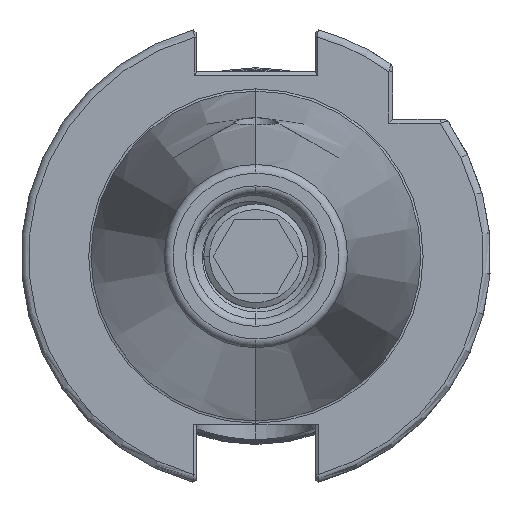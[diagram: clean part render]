
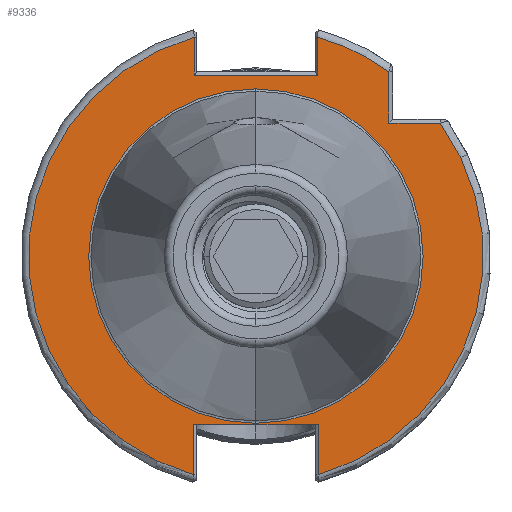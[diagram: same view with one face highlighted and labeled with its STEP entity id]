
A CAD part, left-side view. The second image highlights one B-rep face of the part: STEP entity #9336.
In plain terms, the highlighted planar face has unit normal (-1, 0, 0).
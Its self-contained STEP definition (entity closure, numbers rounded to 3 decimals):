
#8562 = EDGE_LOOP ( 'NONE', ( #12731, #12716, #12636, #12726, #12617, #10867, #12682, #10872, #12542, #12647, #12571 ) ) ;
#8641 = EDGE_LOOP ( 'NONE', ( #12620, #12741 ) ) ;
#9336 = ADVANCED_FACE ( 'NONE', ( #22766, #22888 ), #57143, .F. ) ;
#10867 = ORIENTED_EDGE ( 'NONE', *, *, #23021, .T. ) ;
#10872 = ORIENTED_EDGE ( 'NONE', *, *, #19309, .T. ) ;
#11027 = VERTEX_POINT ( 'NONE', #29989 ) ;
#11100 = VERTEX_POINT ( 'NONE', #30022 ) ;
#12542 = ORIENTED_EDGE ( 'NONE', *, *, #19301, .T. ) ;
#12571 = ORIENTED_EDGE ( 'NONE', *, *, #23020, .T. ) ;
#12617 = ORIENTED_EDGE ( 'NONE', *, *, #19335, .T. ) ;
#12620 = ORIENTED_EDGE ( 'NONE', *, *, #19299, .T. ) ;
#12636 = ORIENTED_EDGE ( 'NONE', *, *, #19332, .T. ) ;
#12647 = ORIENTED_EDGE ( 'NONE', *, *, #23008, .T. ) ;
#12682 = ORIENTED_EDGE ( 'NONE', *, *, #19314, .T. ) ;
#12716 = ORIENTED_EDGE ( 'NONE', *, *, #19303, .T. ) ;
#12726 = ORIENTED_EDGE ( 'NONE', *, *, #19317, .T. ) ;
#12731 = ORIENTED_EDGE ( 'NONE', *, *, #19289, .T. ) ;
#12741 = ORIENTED_EDGE ( 'NONE', *, *, #19585, .T. ) ;
#19289 = EDGE_CURVE ( 'NONE', #21849, #21951, #23188, .T. ) ;
#19299 = EDGE_CURVE ( 'NONE', #11100, #11027, #23140, .T. ) ;
#19301 = EDGE_CURVE ( 'NONE', #21867, #21940, #23195, .T. ) ;
#19303 = EDGE_CURVE ( 'NONE', #21951, #21843, #23201, .T. ) ;
#19309 = EDGE_CURVE ( 'NONE', #21863, #21867, #23194, .T. ) ;
#19314 = EDGE_CURVE ( 'NONE', #21850, #21863, #23179, .T. ) ;
#19317 = EDGE_CURVE ( 'NONE', #21834, #21878, #23207, .T. ) ;
#19332 = EDGE_CURVE ( 'NONE', #21843, #21834, #23244, .T. ) ;
#19335 = EDGE_CURVE ( 'NONE', #21878, #21860, #23296, .T. ) ;
#19585 = EDGE_CURVE ( 'NONE', #11027, #11100, #34334, .T. ) ;
#21834 = VERTEX_POINT ( 'NONE', #38684 ) ;
#21843 = VERTEX_POINT ( 'NONE', #38698 ) ;
#21849 = VERTEX_POINT ( 'NONE', #38694 ) ;
#21850 = VERTEX_POINT ( 'NONE', #38686 ) ;
#21860 = VERTEX_POINT ( 'NONE', #38688 ) ;
#21863 = VERTEX_POINT ( 'NONE', #38713 ) ;
#21867 = VERTEX_POINT ( 'NONE', #38744 ) ;
#21869 = VERTEX_POINT ( 'NONE', #38740 ) ;
#21878 = VERTEX_POINT ( 'NONE', #38704 ) ;
#21940 = VERTEX_POINT ( 'NONE', #38804 ) ;
#21951 = VERTEX_POINT ( 'NONE', #38760 ) ;
#22766 = FACE_BOUND ( 'NONE', #8641, .T. ) ;
#22888 = FACE_OUTER_BOUND ( 'NONE', #8562, .T. ) ;
#23008 = EDGE_CURVE ( 'NONE', #21940, #21869, #35388, .T. ) ;
#23020 = EDGE_CURVE ( 'NONE', #21869, #21849, #35355, .T. ) ;
#23021 = EDGE_CURVE ( 'NONE', #21860, #21850, #35451, .T. ) ;
#23140 = CIRCLE ( 'NONE', #36490, 22.627 ) ;
#23142 = VECTOR ( 'NONE', #32589, 1000. ) ;
#23146 = VECTOR ( 'NONE', #32603, 1000. ) ;
#23179 = LINE ( 'NONE', #32667, #23199 ) ;
#23188 = CIRCLE ( 'NONE', #36465, 30.775 ) ;
#23194 = CIRCLE ( 'NONE', #36491, 30.775 ) ;
#23195 = LINE ( 'NONE', #32595, #23142 ) ;
#23199 = VECTOR ( 'NONE', #32648, 1000. ) ;
#23201 = LINE ( 'NONE', #32586, #23146 ) ;
#23207 = CIRCLE ( 'NONE', #36476, 30.775 ) ;
#23235 = VECTOR ( 'NONE', #31687, 1000. ) ;
#23244 = LINE ( 'NONE', #31675, #23235 ) ;
#23296 = LINE ( 'NONE', #31688, #23319 ) ;
#23319 = VECTOR ( 'NONE', #31747, 1000. ) ;
#29391 = DIRECTION ( 'NONE',  ( 0., 0., -1. ) ) ;
#29398 = CARTESIAN_POINT ( 'NONE',  ( 0., 0., 0. ) ) ;
#29406 = DIRECTION ( 'NONE',  ( -1., 0., 0. ) ) ;
#29989 = CARTESIAN_POINT ( 'NONE',  ( 0., 0., 22.627 ) ) ;
#30022 = CARTESIAN_POINT ( 'NONE',  ( 0., 0., -22.627 ) ) ;
#31645 = DIRECTION ( 'NONE',  ( -1., 0., 0. ) ) ;
#31648 = DIRECTION ( 'NONE',  ( 0., 0., -1. ) ) ;
#31656 = CARTESIAN_POINT ( 'NONE',  ( 0., 0., 0. ) ) ;
#31675 = CARTESIAN_POINT ( 'NONE',  ( 0., -18., 24.594 ) ) ;
#31687 = DIRECTION ( 'NONE',  ( 0., 0., 1. ) ) ;
#31688 = CARTESIAN_POINT ( 'NONE',  ( 0., -8.335, 25. ) ) ;
#31747 = DIRECTION ( 'NONE',  ( 0., 0., -1. ) ) ;
#32572 = DIRECTION ( 'NONE',  ( 0., 0., -1. ) ) ;
#32586 = CARTESIAN_POINT ( 'NONE',  ( 0., -18.5, 18. ) ) ;
#32589 = DIRECTION ( 'NONE',  ( 0., 0., 1. ) ) ;
#32590 = CARTESIAN_POINT ( 'NONE',  ( 0., 0., 0. ) ) ;
#32595 = CARTESIAN_POINT ( 'NONE',  ( 0., 8.451, 0. ) ) ;
#32603 = DIRECTION ( 'NONE',  ( 0., 1., 0. ) ) ;
#32615 = DIRECTION ( 'NONE',  ( 1., 0., 0. ) ) ;
#32642 = DIRECTION ( 'NONE',  ( 0., 0., -1. ) ) ;
#32648 = DIRECTION ( 'NONE',  ( 0., 0., 1. ) ) ;
#32657 = CARTESIAN_POINT ( 'NONE',  ( 0., 0., 0. ) ) ;
#32665 = DIRECTION ( 'NONE',  ( -1., 0., 0. ) ) ;
#32667 = CARTESIAN_POINT ( 'NONE',  ( 0., 8.335, 29.704 ) ) ;
#34334 = CIRCLE ( 'NONE', #36716, 22.627 ) ;
#35355 = LINE ( 'NONE', #48074, #35437 ) ;
#35375 = VECTOR ( 'NONE', #48079, 1000. ) ;
#35388 = LINE ( 'NONE', #48027, #35394 ) ;
#35394 = VECTOR ( 'NONE', #48044, 1000. ) ;
#35437 = VECTOR ( 'NONE', #48075, 1000. ) ;
#35451 = LINE ( 'NONE', #48083, #35375 ) ;
#36376 = AXIS2_PLACEMENT_3D ( 'NONE', #57144, #57145, #57146 ) ;
#36465 = AXIS2_PLACEMENT_3D ( 'NONE', #29398, #29406, #29391 ) ;
#36476 = AXIS2_PLACEMENT_3D ( 'NONE', #31656, #31645, #31648 ) ;
#36490 = AXIS2_PLACEMENT_3D ( 'NONE', #32590, #32615, #32572 ) ;
#36491 = AXIS2_PLACEMENT_3D ( 'NONE', #32657, #32665, #32642 ) ;
#36716 = AXIS2_PLACEMENT_3D ( 'NONE', #37320, #37329, #37316 ) ;
#37316 = DIRECTION ( 'NONE',  ( 0., 0., -1. ) ) ;
#37320 = CARTESIAN_POINT ( 'NONE',  ( 0., 0., 0. ) ) ;
#37329 = DIRECTION ( 'NONE',  ( 1., 0., 0. ) ) ;
#38684 = CARTESIAN_POINT ( 'NONE',  ( 0., -18., 24.962 ) ) ;
#38686 = CARTESIAN_POINT ( 'NONE',  ( 0., 8.335, 24.5 ) ) ;
#38688 = CARTESIAN_POINT ( 'NONE',  ( 0., -8.335, 24.5 ) ) ;
#38694 = CARTESIAN_POINT ( 'NONE',  ( 0., -8.451, -29.592 ) ) ;
#38698 = CARTESIAN_POINT ( 'NONE',  ( 0., -18., 18. ) ) ;
#38704 = CARTESIAN_POINT ( 'NONE',  ( 0., -8.335, 29.625 ) ) ;
#38713 = CARTESIAN_POINT ( 'NONE',  ( 0., 8.335, 29.625 ) ) ;
#38740 = CARTESIAN_POINT ( 'NONE',  ( 0., -8.451, -22.8 ) ) ;
#38744 = CARTESIAN_POINT ( 'NONE',  ( 0., 8.451, -29.592 ) ) ;
#38760 = CARTESIAN_POINT ( 'NONE',  ( 0., -24.962, 18. ) ) ;
#38804 = CARTESIAN_POINT ( 'NONE',  ( 0., 8.451, -22.8 ) ) ;
#48027 = CARTESIAN_POINT ( 'NONE',  ( 0., -8.05, -22.8 ) ) ;
#48044 = DIRECTION ( 'NONE',  ( 0., -1., 0. ) ) ;
#48074 = CARTESIAN_POINT ( 'NONE',  ( 0., -8.451, 0. ) ) ;
#48075 = DIRECTION ( 'NONE',  ( 0., 0., -1. ) ) ;
#48079 = DIRECTION ( 'NONE',  ( 0., 1., 0. ) ) ;
#48083 = CARTESIAN_POINT ( 'NONE',  ( 0., 8.05, 24.5 ) ) ;
#57143 = PLANE ( 'NONE',  #36376 ) ;
#57144 = CARTESIAN_POINT ( 'NONE',  ( 0., 22.692, 0. ) ) ;
#57145 = DIRECTION ( 'NONE',  ( 1., 0., 0. ) ) ;
#57146 = DIRECTION ( 'NONE',  ( 0., 0., -1. ) ) ;
